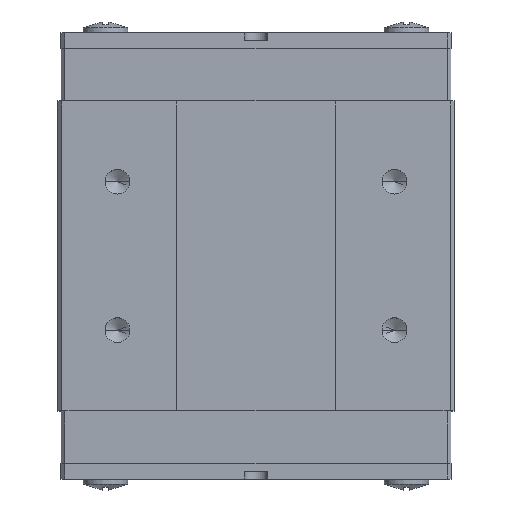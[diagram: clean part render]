
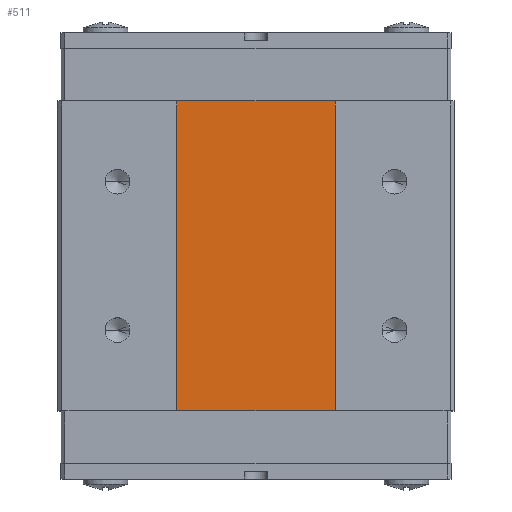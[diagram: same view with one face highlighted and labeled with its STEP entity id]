
A CAD part, top view. The second image highlights one B-rep face of the part: STEP entity #511.
In plain terms, the highlighted planar face has unit normal (0, 0, 1).
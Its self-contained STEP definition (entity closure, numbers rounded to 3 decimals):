
#511=ADVANCED_FACE('',(#1083),#1084,.T.);
#1083=FACE_OUTER_BOUND('',#1715,.T.);
#1084=PLANE('',#1716);
#1715=EDGE_LOOP('',(#3247,#3248,#3249,#3250));
#1716=AXIS2_PLACEMENT_3D('',#3251,#3252,#3253);
#3247=ORIENTED_EDGE('',*,*,#4368,.F.);
#3248=ORIENTED_EDGE('',*,*,#4369,.F.);
#3249=ORIENTED_EDGE('',*,*,#4370,.F.);
#3250=ORIENTED_EDGE('',*,*,#4371,.F.);
#3251=CARTESIAN_POINT('',(0.0,22.551,13.75));
#3252=DIRECTION('',(0.0,0.0,1.0));
#3253=DIRECTION('',(1.0,0.0,0.0));
#4368=EDGE_CURVE('',#5415,#5416,#5417,.T.);
#4369=EDGE_CURVE('',#5418,#5415,#5419,.T.);
#4370=EDGE_CURVE('',#5420,#5418,#5421,.T.);
#4371=EDGE_CURVE('',#5416,#5420,#5422,.T.);
#5415=VERTEX_POINT('',#7312);
#5416=VERTEX_POINT('',#7313);
#5417=LINE('',#7314,#7315);
#5418=VERTEX_POINT('',#7316);
#5419=LINE('',#7317,#7318);
#5420=VERTEX_POINT('',#7319);
#5421=LINE('',#7320,#7321);
#5422=LINE('',#7322,#7323);
#7312=CARTESIAN_POINT('',(8.0,38.201,13.75));
#7313=CARTESIAN_POINT('',(8.0,6.901,13.75));
#7314=CARTESIAN_POINT('',(8.0,22.551,13.75));
#7315=VECTOR('',#8130,1.0);
#7316=CARTESIAN_POINT('',(-8.0,38.201,13.75));
#7317=CARTESIAN_POINT('',(0.,38.201,13.75));
#7318=VECTOR('',#8131,1.0);
#7319=CARTESIAN_POINT('',(-8.0,6.901,13.75));
#7320=CARTESIAN_POINT('',(-8.0,22.551,13.75));
#7321=VECTOR('',#8132,1.0);
#7322=CARTESIAN_POINT('',(0.,6.901,13.75));
#7323=VECTOR('',#8133,1.0);
#8130=DIRECTION('',(0.0,-1.0,0.0));
#8131=DIRECTION('',(1.0,0.0,-0.0));
#8132=DIRECTION('',(0.0,1.0,0.0));
#8133=DIRECTION('',(-1.0,0.0,0.0));
